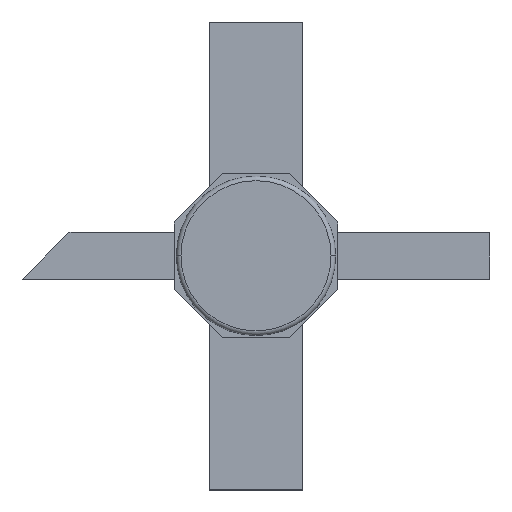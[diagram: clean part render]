
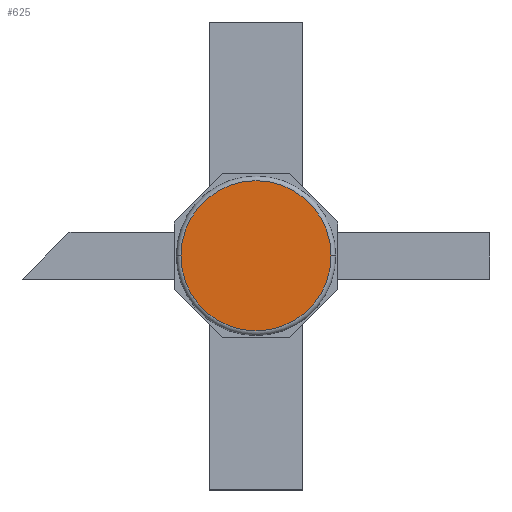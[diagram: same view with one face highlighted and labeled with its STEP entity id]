
A CAD part, top view. The second image highlights one B-rep face of the part: STEP entity #625.
In plain terms, the highlighted planar face has unit normal (0, 0, 1).
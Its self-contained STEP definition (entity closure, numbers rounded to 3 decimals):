
#545=CARTESIAN_POINT('',(-0.815,0.0,1.35));
#546=VERTEX_POINT('',#545);
#555=CARTESIAN_POINT('',(0.815,0.0,1.35));
#556=VERTEX_POINT('',#555);
#564=CARTESIAN_POINT('',(0.0,0.0,1.35));
#565=DIRECTION('',(0.0,0.0,-1.0));
#566=DIRECTION('',(-1.0,0.0,0.0));
#567=AXIS2_PLACEMENT_3D('',#564,#565,#566);
#568=CIRCLE('',#567,0.815);
#569=EDGE_CURVE('',#556,#546,#568,.T.);
#580=CARTESIAN_POINT('',(0.0,0.0,1.35));
#581=DIRECTION('',(0.0,0.0,-1.0));
#582=DIRECTION('',(-1.0,0.0,0.0));
#583=AXIS2_PLACEMENT_3D('',#580,#581,#582);
#584=CIRCLE('',#583,0.815);
#585=EDGE_CURVE('',#546,#556,#584,.T.);
#616=CARTESIAN_POINT('',(0.0,0.0,1.35));
#617=DIRECTION('',(0.0,0.0,1.0));
#618=DIRECTION('',(1.0,0.0,0.0));
#619=AXIS2_PLACEMENT_3D('',#616,#617,#618);
#620=PLANE('',#619);
#621=ORIENTED_EDGE('',*,*,#569,.F.);
#622=ORIENTED_EDGE('',*,*,#585,.F.);
#623=EDGE_LOOP('',(#621,#622));
#624=FACE_OUTER_BOUND('',#623,.T.);
#625=ADVANCED_FACE('',(#624),#620,.T.);
